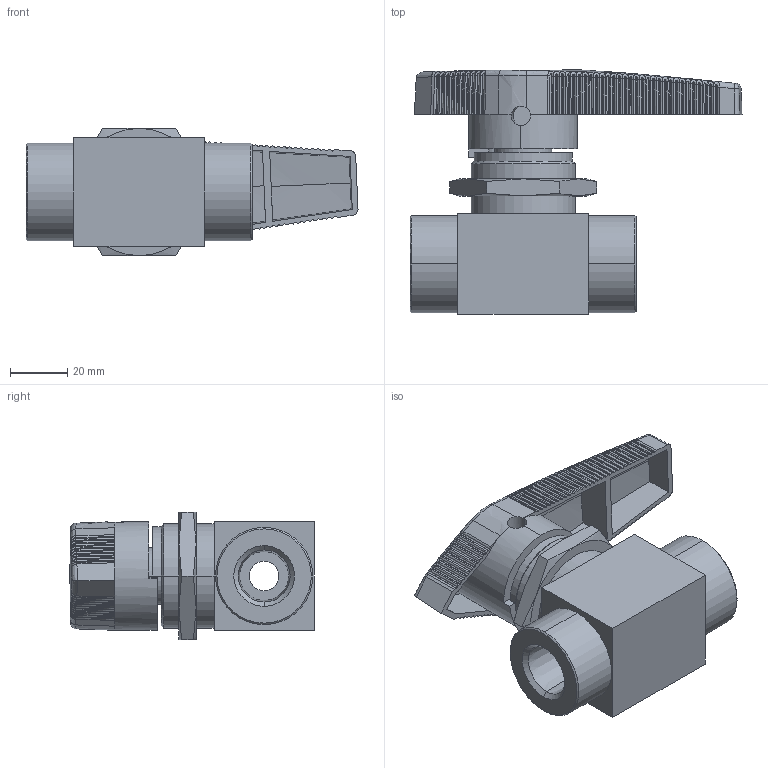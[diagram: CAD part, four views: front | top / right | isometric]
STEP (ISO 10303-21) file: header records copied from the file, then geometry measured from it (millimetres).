
FILE_DESCRIPTION(('FreeCAD Model'),'2;1');
FILE_NAME('Open CASCADE Shape Model','2025-12-09T10:01:02',('Author'),( ''),'Open CASCADE STEP processor 7.8','FreeCAD','Unknown');
FILE_SCHEMA(('AUTOMOTIVE_DESIGN { 1 0 10303 214 1 1 1 1 }'));
Length unit declared in the file: millimetre
Products named in the file (5): BVN1-2D-F-8N-S; 4; 3; 2; 1
Assembly tree (4 placements, depth 2):
  BVN1-2D-F-8N-S
    4
    3
    2
    1
Bounding box: 116.13 x 85.45 x 44.45 mm (x, y, z)
Volume: 140325.4 mm3; surface area: 41304.2 mm2
Topology: 4 solids, 4 shells, 597 faces, 1625 edges, 1049 vertices
Faces by surface type: bspline 262, cylinder 213, plane 68, cone 50, sphere 4
Entity records: 29513 total; most frequent: CARTESIAN_POINT 16325, ORIENTED_EDGE 3246, DIRECTION 2190, EDGE_CURVE 1623, VERTEX_POINT 1049, AXIS2_PLACEMENT_3D 846, FACE_BOUND 618, EDGE_LOOP 618
